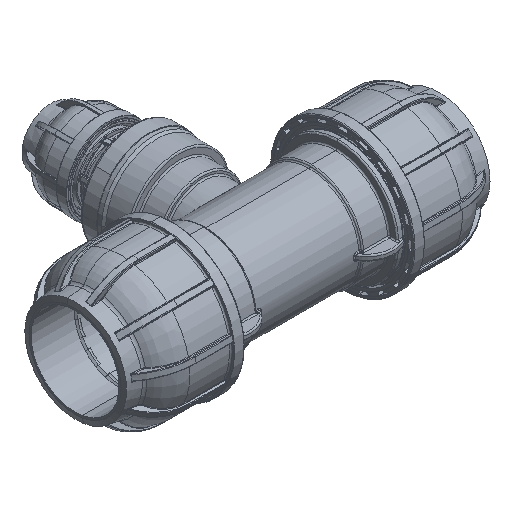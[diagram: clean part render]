
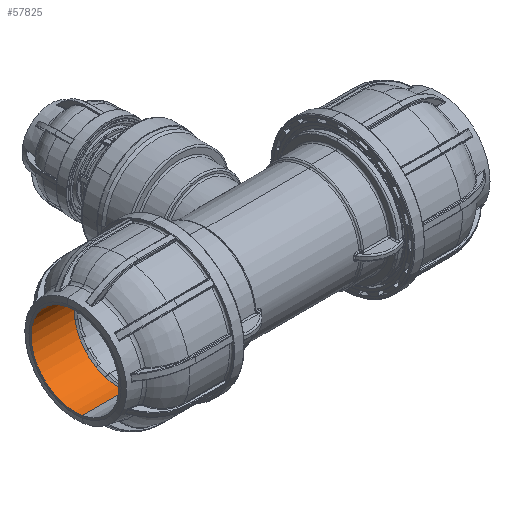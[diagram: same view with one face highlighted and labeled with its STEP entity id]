
A CAD part, isometric view. The second image highlights one B-rep face of the part: STEP entity #57825.
In plain terms, the highlighted cylindrical face has radius 32 mm (diameter 64 mm), a partial arc.
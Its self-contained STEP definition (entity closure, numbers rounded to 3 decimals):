
#10996 = CARTESIAN_POINT ( 'NONE',  ( -132.8, -5.092, -31.592 ) ) ;
#10997 = DIRECTION ( 'NONE',  ( -1., 0., 0. ) ) ;
#11004 = CARTESIAN_POINT ( 'NONE',  ( -132.8, 5.092, 31.592 ) ) ;
#11005 = DIRECTION ( 'NONE',  ( -1., 0., 0. ) ) ;
#17779 = CIRCLE ( 'NONE', #17794, 32. ) ;
#17783 = CIRCLE ( 'NONE', #17789, 32. ) ;
#17789 = AXIS2_PLACEMENT_3D ( 'NONE', #31470, #31471, #31472 ) ;
#17794 = AXIS2_PLACEMENT_3D ( 'NONE', #31473, #31474, #31475 ) ;
#19289 = VERTEX_POINT ( 'NONE', #58476 ) ;
#19290 = VERTEX_POINT ( 'NONE', #58477 ) ;
#19291 = VERTEX_POINT ( 'NONE', #58478 ) ;
#19292 = VERTEX_POINT ( 'NONE', #58479 ) ;
#21176 = EDGE_LOOP ( 'NONE', ( #27710, #27711, #27709, #27712 ) ) ;
#27709 = ORIENTED_EDGE ( 'NONE', *, *, #47608, .T. ) ;
#27710 = ORIENTED_EDGE ( 'NONE', *, *, #47605, .F. ) ;
#27711 = ORIENTED_EDGE ( 'NONE', *, *, #52192, .F. ) ;
#27712 = ORIENTED_EDGE ( 'NONE', *, *, #52194, .T. ) ;
#31470 = CARTESIAN_POINT ( 'NONE',  ( -101.3, 0., 0. ) ) ;
#31471 = DIRECTION ( 'NONE',  ( -1., 0., 0. ) ) ;
#31472 = DIRECTION ( 'NONE',  ( 0., 0.159, 0.987 ) ) ;
#31473 = CARTESIAN_POINT ( 'NONE',  ( -132.8, 0., 0. ) ) ;
#31474 = DIRECTION ( 'NONE',  ( -1., 0., 0. ) ) ;
#31475 = DIRECTION ( 'NONE',  ( 0., 0.159, 0.987 ) ) ;
#37426 = FACE_OUTER_BOUND ( 'NONE', #21176, .T. ) ;
#37427 = CYLINDRICAL_SURFACE ( 'NONE', #39791, 32. ) ;
#39791 = AXIS2_PLACEMENT_3D ( 'NONE', #57597, #57598, #57601 ) ;
#47605 = EDGE_CURVE ( 'NONE', #19292, #19290, #78314, .T. ) ;
#47608 = EDGE_CURVE ( 'NONE', #19291, #19289, #78315, .T. ) ;
#52192 = EDGE_CURVE ( 'NONE', #19291, #19292, #17783, .T. ) ;
#52194 = EDGE_CURVE ( 'NONE', #19289, #19290, #17779, .T. ) ;
#57597 = CARTESIAN_POINT ( 'NONE',  ( -132.8, 0., 0. ) ) ;
#57598 = DIRECTION ( 'NONE',  ( -1., 0., 0. ) ) ;
#57601 = DIRECTION ( 'NONE',  ( 0., 0.159, 0.987 ) ) ;
#57825 = ADVANCED_FACE ( 'NONE', ( #37426 ), #37427, .F. ) ;
#58476 = CARTESIAN_POINT ( 'NONE',  ( -132.8, 5.092, 31.592 ) ) ;
#58477 = CARTESIAN_POINT ( 'NONE',  ( -132.8, -5.092, -31.592 ) ) ;
#58478 = CARTESIAN_POINT ( 'NONE',  ( -101.3, 5.092, 31.592 ) ) ;
#58479 = CARTESIAN_POINT ( 'NONE',  ( -101.3, -5.092, -31.592 ) ) ;
#78314 = LINE ( 'NONE', #10996, #84455 ) ;
#78315 = LINE ( 'NONE', #11004, #84458 ) ;
#84455 = VECTOR ( 'NONE', #10997, 1000. ) ;
#84458 = VECTOR ( 'NONE', #11005, 1000. ) ;
